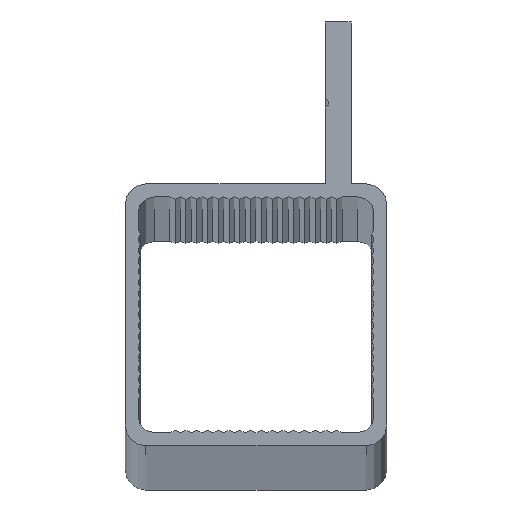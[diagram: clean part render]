
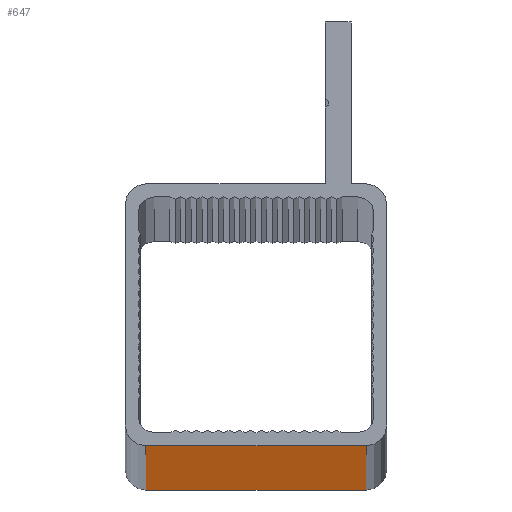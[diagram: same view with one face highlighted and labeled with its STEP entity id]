
A CAD part, top view. The second image highlights one B-rep face of the part: STEP entity #647.
In plain terms, the highlighted planar face has unit normal (0, -1, 0).
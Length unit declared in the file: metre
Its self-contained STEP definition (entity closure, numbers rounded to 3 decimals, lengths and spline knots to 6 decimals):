
#647=ADVANCED_FACE('',(#1366),#1367,.T.);
#1366=FACE_OUTER_BOUND('',#2452,.T.);
#1367=PLANE('',#2453);
#2452=EDGE_LOOP('',(#3870,#3871,#3872,#3873));
#2453=AXIS2_PLACEMENT_3D('',#3874,#3875,#3876);
#3870=ORIENTED_EDGE('',*,*,#5234,.F.);
#3871=ORIENTED_EDGE('',*,*,#4995,.F.);
#3872=ORIENTED_EDGE('',*,*,#5235,.T.);
#3873=ORIENTED_EDGE('',*,*,#5236,.T.);
#3874=CARTESIAN_POINT('',(0.364047,0.119379,0.0));
#3875=DIRECTION('',(0.0,-1.0,0.0));
#3876=DIRECTION('',(0.0,0.0,-1.0));
#4995=EDGE_CURVE('',#5701,#5697,#5703,.T.);
#5234=EDGE_CURVE('',#5697,#6092,#6093,.T.);
#5235=EDGE_CURVE('',#5701,#6094,#6095,.T.);
#5236=EDGE_CURVE('',#6094,#6092,#6096,.T.);
#5697=VERTEX_POINT('',#6710);
#5701=VERTEX_POINT('',#6715);
#5703=LINE('',#6717,#6718);
#6092=VERTEX_POINT('',#7282);
#6093=LINE('',#7283,#7284);
#6094=VERTEX_POINT('',#7285);
#6095=LINE('',#7286,#7287);
#6096=LINE('',#7288,#7289);
#6710=CARTESIAN_POINT('',(0.342457,0.119379,2.4892));
#6715=CARTESIAN_POINT('',(0.342457,0.119379,0.0));
#6717=CARTESIAN_POINT('',(0.342457,0.119379,0.0));
#6718=VECTOR('',#7893,1.0);
#7282=CARTESIAN_POINT('',(0.364047,0.119379,2.4892));
#7283=CARTESIAN_POINT('',(0.364047,0.119379,2.4892));
#7284=VECTOR('',#8093,1.0);
#7285=CARTESIAN_POINT('',(0.364047,0.119379,0.0));
#7286=CARTESIAN_POINT('',(0.364047,0.119379,0.0));
#7287=VECTOR('',#8094,1.0);
#7288=CARTESIAN_POINT('',(0.364047,0.119379,0.0));
#7289=VECTOR('',#8095,1.0);
#7893=DIRECTION('',(0.0,0.0,1.0));
#8093=DIRECTION('',(1.0,0.0,0.0));
#8094=DIRECTION('',(1.0,0.0,0.0));
#8095=DIRECTION('',(0.0,0.0,1.0));
